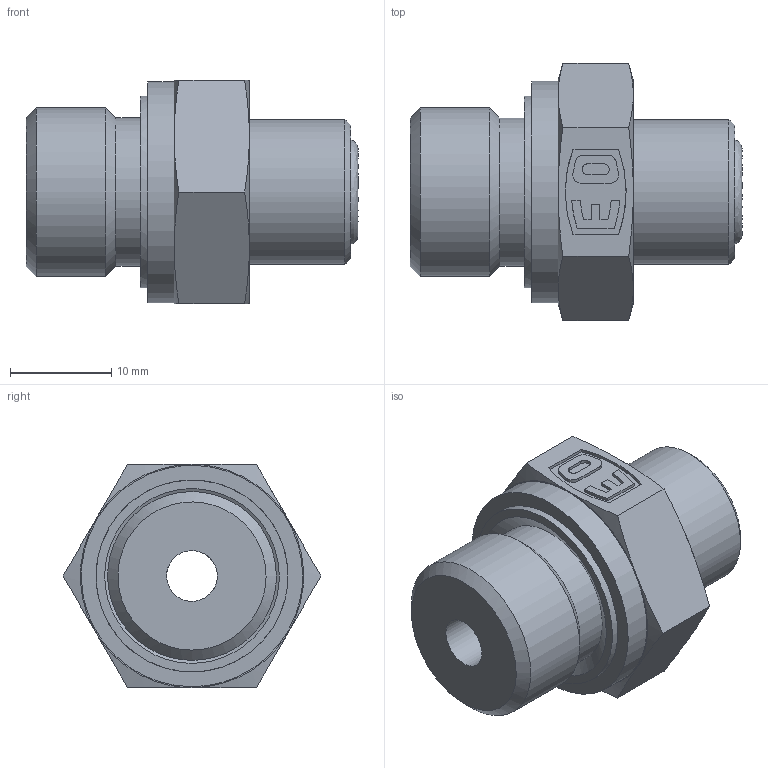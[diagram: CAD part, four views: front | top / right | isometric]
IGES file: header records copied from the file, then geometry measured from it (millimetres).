
Global section: file name: O_Lok_Male_Stud_connector_4_6F42EDMLOS; native system: Autodesk Inventor 2016; preprocessor: unknown; date: 20170823.123037; units: millimetre
Bounding box: 32.71 x 25.4 x 22 mm (x, y, z)
Volume: 7495.1 mm3; surface area: 3203 mm2
Topology: 1 solids, 1 shells, 81 faces, 187 edges, 119 vertices
Faces by surface type: bspline 81
